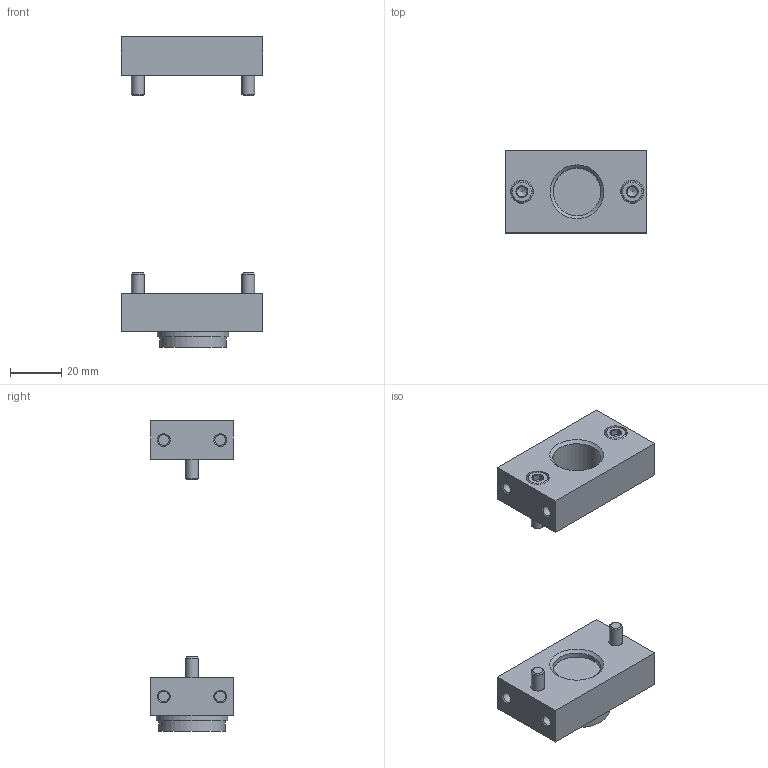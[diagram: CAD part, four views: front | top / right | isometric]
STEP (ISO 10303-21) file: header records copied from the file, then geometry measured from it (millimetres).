
FILE_DESCRIPTION(/* description */ ('STEP AP214'),/* implementation_level */ '2;1');
FILE_NAME(/* name */ '525036_LRBAS-1_2-D-MIDI',/* time_stamp */ '2024-09-04T22:46:50+02:00',/* author */ ('License CC BY-ND 4.0'),/* organization */ ('CADENAS'),/* preprocessor_version */ 'ST-DEVELOPER v19.3',/* originating_system */ 'PARTsolutions',/* authorisation */ ' ');
FILE_SCHEMA (('AUTOMOTIVE_DESIGN {1 0 10303 214 3 1 1}'));
Length unit declared in the file: millimetre
Products named in the file (5): 525036 LRBAS-1/2-D-MIDI; 525036 LRBAS-1/2-D-MIDI---(p); DIN-912 - M5x18(F); DIN-908 G1/2A; 2226 O-1/2
Assembly tree (8 placements, depth 2):
  525036 LRBAS-1/2-D-MIDI
    525036 LRBAS-1/2-D-MIDI---(p)  x2
    DIN-912 - M5x18(F)  x4
    DIN-908 G1/2A
    2226 O-1/2
Bounding box: 55 x 32 x 121 mm (x, y, z)
Volume: 50488 mm3; surface area: 20128.4 mm2
Topology: 8 solids, 8 shells, 182 faces, 354 edges, 203 vertices
Faces by surface type: plane 93, cone 62, cylinder 27
Full cylindrical faces by diameter (mm): 4.134 x4, 5 x4, 5.3 x4, 8.5 x4, 9 x4, 12.4 x1, 18.631 x2, 20.955 x1, 21 x1, 26 x1, 28 x1
Entity records: 2025 total; most frequent: CARTESIAN_POINT 354, DIRECTION 342, ORIENTED_EDGE 248, AXIS2_PLACEMENT_3D 144, EDGE_CURVE 124, FACE_BOUND 122, EDGE_LOOP 120, VERTEX_POINT 92
